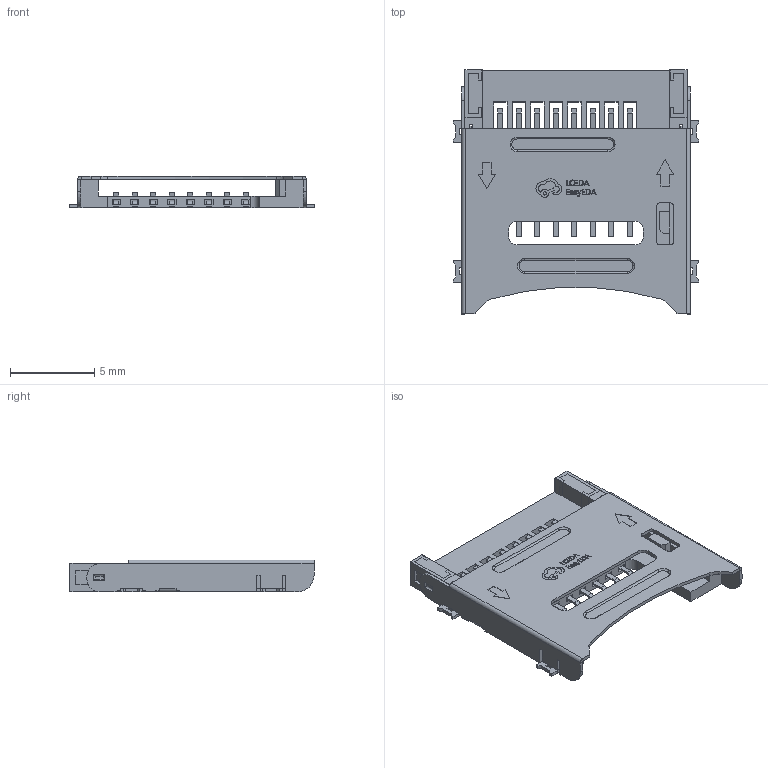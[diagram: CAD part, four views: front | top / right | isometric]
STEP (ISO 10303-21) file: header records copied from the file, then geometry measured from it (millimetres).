
FILE_DESCRIPTION (( 'STEP AP214' ), '1' );
FILE_NAME ('TF-SMD_472192001.step', '2022-07-29T08:24:33', ( '' ), ( '' ), 'SwSTEP 2.0', 'SolidWorks 2020', '' );
FILE_SCHEMA (( 'AUTOMOTIVE_DESIGN' ));
Length unit declared in the file: millimetre
Products named in the file (1): TF-SMD_472192001
Bounding box: 14.6 x 14.5 x 1.9 mm (x, y, z)
Volume: 119 mm3; surface area: 861.2 mm2
Topology: 12 solids, 12 shells, 903 faces, 2493 edges, 1638 vertices
Faces by surface type: plane 707, bspline 98, cylinder 90, torus 8
Entity records: 39103 total; most frequent: CARTESIAN_POINT 6365, ORIENTED_EDGE 4986, DIRECTION 4095, EDGE_CURVE 2493, VECTOR 2087, LINE 2087, VERTEX_POINT 1638, EDGE_LOOP 1015
